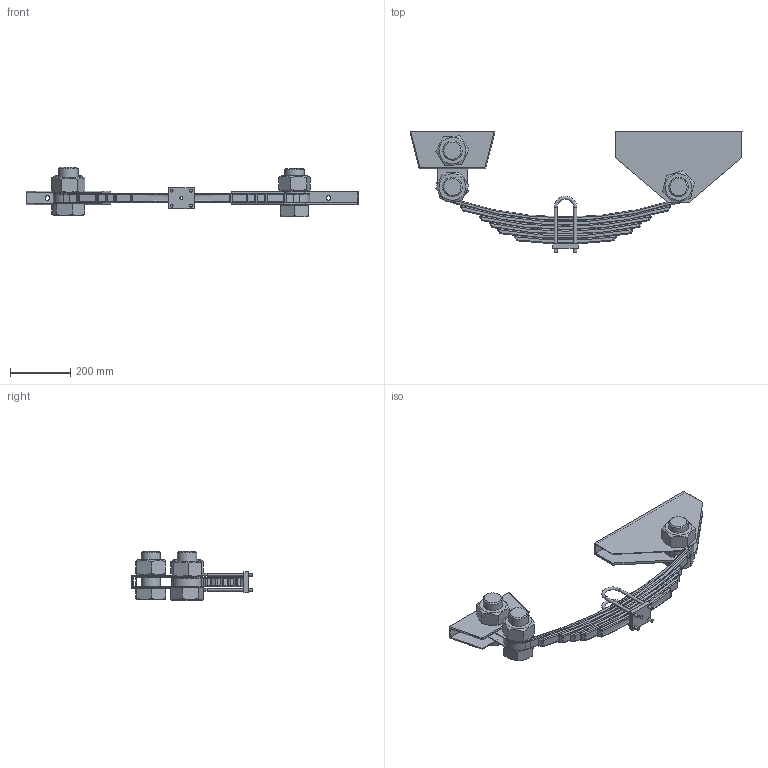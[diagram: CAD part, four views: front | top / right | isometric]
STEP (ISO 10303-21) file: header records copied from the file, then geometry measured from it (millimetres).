
FILE_DESCRIPTION(/* description */ (''),/* implementation_level */ '2;1');
FILE_NAME(/* name */ 'leaf springggAAA.stp',/* time_stamp */ '2019-08-06T15:44:38+07:00',/* author */ ('BARLY'),/* organization */ (''),/* preprocessor_version */ 'ST-DEVELOPER v18',/* originating_system */ 'Autodesk Inventor 2020',/* authorisation */ '');
FILE_SCHEMA (('AUTOMOTIVE_DESIGN { 1 0 10303 214 3 1 1 }'));
Length unit declared in the file: millimetre
Products named in the file (14): leaf springgg; LEAF; LEAF 5; leaf 4; leaf 3; leaf 2 revisiiiii; LEAF 6; dudukan u bolt; sambungan leaf spring; sambungan leaf spring 1; U BOLT; sambungan leaf spring_1; ISO 4017 - M64 x 120(3); ISO 4032 - M64(4)
Assembly tree (18 placements, depth 2):
  leaf springgg
    LEAF
    LEAF 5
    leaf 4
    leaf 3
    leaf 2 revisiiiii
    LEAF 6
    U BOLT  x2
    dudukan u bolt
    sambungan leaf spring
    sambungan leaf spring 1
    ISO 4017 - M64 x 120(3)  x3
    ISO 4032 - M64(4)  x3
    sambungan leaf spring_1
Bounding box: 1098.41 x 403.44 x 164.74 mm (x, y, z)
Volume: 5824237 mm3; surface area: 1132216.4 mm2
Topology: 26 solids, 26 shells, 373 faces, 816 edges, 500 vertices
Faces by surface type: plane 141, cylinder 121, sphere 45, torus 33, cone 33
Full cylindrical faces by diameter (mm): 10 x19, 15 x4, 57.505 x3, 64 x3, 70 x8, 88.16 x3
Entity records: 9253 total; most frequent: CARTESIAN_POINT 2034, DIRECTION 1550, ORIENTED_EDGE 1290, EDGE_CURVE 645, AXIS2_PLACEMENT_3D 639, VERTEX_POINT 386, EDGE_LOOP 343, CIRCLE 304
